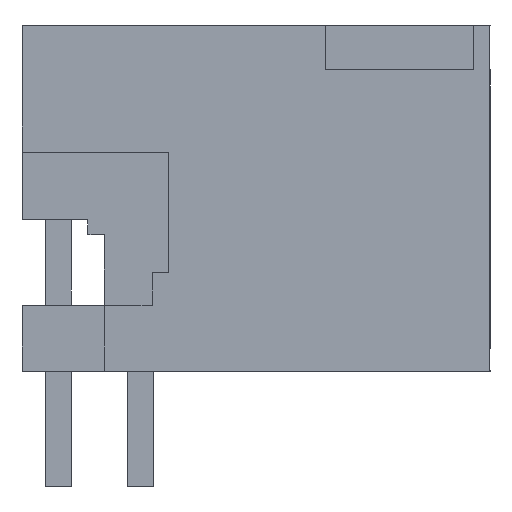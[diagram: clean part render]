
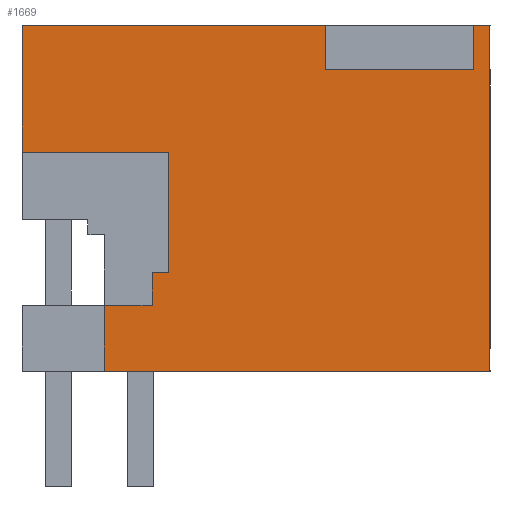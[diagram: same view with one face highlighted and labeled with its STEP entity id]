
A CAD part, left-side view. The second image highlights one B-rep face of the part: STEP entity #1669.
In plain terms, the highlighted planar face has unit normal (-1, 0, 0).
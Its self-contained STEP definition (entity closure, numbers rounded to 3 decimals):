
#1576=AXIS2_PLACEMENT_3D('Plane Axis2P3D',#1573,#1574,#1575) ;
#102=CARTESIAN_POINT('Vertex',(0.,11.7,5.5)) ;
#105=CARTESIAN_POINT('Line Origine',(0.,10.975,5.5)) ;
#109=CARTESIAN_POINT('Vertex',(0.,10.25,5.5)) ;
#1278=CARTESIAN_POINT('Vertex',(0.,0.,3.5)) ;
#1281=CARTESIAN_POINT('Line Origine',(0.,5.85,3.5)) ;
#1285=CARTESIAN_POINT('Vertex',(0.,11.7,3.5)) ;
#1542=CARTESIAN_POINT('Line Origine',(0.,11.7,4.5)) ;
#1573=CARTESIAN_POINT('Axis2P3D Location',(0.,14.2,0.)) ;
#1578=CARTESIAN_POINT('Line Origine',(0.,0.,8.75)) ;
#1582=CARTESIAN_POINT('Vertex',(0.,0.,14.)) ;
#1585=CARTESIAN_POINT('Line Origine',(0.,0.25,14.)) ;
#1589=CARTESIAN_POINT('Vertex',(0.,0.5,14.)) ;
#1592=CARTESIAN_POINT('Line Origine',(0.,0.5,13.325)) ;
#1596=CARTESIAN_POINT('Vertex',(0.,0.5,12.65)) ;
#1599=CARTESIAN_POINT('Line Origine',(0.,2.75,12.65)) ;
#1603=CARTESIAN_POINT('Vertex',(0.,5.,12.65)) ;
#1606=CARTESIAN_POINT('Line Origine',(0.,5.,13.325)) ;
#1610=CARTESIAN_POINT('Vertex',(0.,5.,14.)) ;
#1613=CARTESIAN_POINT('Line Origine',(0.,9.6,14.)) ;
#1617=CARTESIAN_POINT('Vertex',(0.,14.2,14.)) ;
#1620=CARTESIAN_POINT('Line Origine',(0.,14.2,12.075)) ;
#1624=CARTESIAN_POINT('Vertex',(0.,14.2,10.15)) ;
#1627=CARTESIAN_POINT('Line Origine',(0.,11.975,10.15)) ;
#1631=CARTESIAN_POINT('Vertex',(0.,9.75,10.15)) ;
#1634=CARTESIAN_POINT('Line Origine',(0.,9.75,8.325)) ;
#1638=CARTESIAN_POINT('Vertex',(0.,9.75,6.5)) ;
#1641=CARTESIAN_POINT('Line Origine',(0.,10.,6.5)) ;
#1645=CARTESIAN_POINT('Vertex',(0.,10.25,6.5)) ;
#1648=CARTESIAN_POINT('Line Origine',(0.,10.25,6.)) ;
#106=DIRECTION('Vector Direction',(0.,1.,0.)) ;
#1282=DIRECTION('Vector Direction',(0.,-1.,0.)) ;
#1543=DIRECTION('Vector Direction',(0.,0.,1.)) ;
#1574=DIRECTION('Axis2P3D Direction',(-1.,0.,0.)) ;
#1575=DIRECTION('Axis2P3D XDirection',(0.,-1.,0.)) ;
#1579=DIRECTION('Vector Direction',(0.,0.,1.)) ;
#1586=DIRECTION('Vector Direction',(0.,-1.,0.)) ;
#1593=DIRECTION('Vector Direction',(0.,0.,-1.)) ;
#1600=DIRECTION('Vector Direction',(0.,1.,0.)) ;
#1607=DIRECTION('Vector Direction',(0.,0.,-1.)) ;
#1614=DIRECTION('Vector Direction',(0.,-1.,0.)) ;
#1621=DIRECTION('Vector Direction',(0.,0.,1.)) ;
#1628=DIRECTION('Vector Direction',(0.,-1.,0.)) ;
#1635=DIRECTION('Vector Direction',(0.,0.,1.)) ;
#1642=DIRECTION('Vector Direction',(0.,-1.,0.)) ;
#1649=DIRECTION('Vector Direction',(0.,0.,1.)) ;
#107=VECTOR('Line Direction',#106,1.) ;
#1283=VECTOR('Line Direction',#1282,1.) ;
#1544=VECTOR('Line Direction',#1543,1.) ;
#1580=VECTOR('Line Direction',#1579,1.) ;
#1587=VECTOR('Line Direction',#1586,1.) ;
#1594=VECTOR('Line Direction',#1593,1.) ;
#1601=VECTOR('Line Direction',#1600,1.) ;
#1608=VECTOR('Line Direction',#1607,1.) ;
#1615=VECTOR('Line Direction',#1614,1.) ;
#1622=VECTOR('Line Direction',#1621,1.) ;
#1629=VECTOR('Line Direction',#1628,1.) ;
#1636=VECTOR('Line Direction',#1635,1.) ;
#1643=VECTOR('Line Direction',#1642,1.) ;
#1650=VECTOR('Line Direction',#1649,1.) ;
#1654=ORIENTED_EDGE('',*,*,#1287,.T.) ;
#1655=ORIENTED_EDGE('',*,*,#1584,.T.) ;
#1656=ORIENTED_EDGE('',*,*,#1591,.T.) ;
#1657=ORIENTED_EDGE('',*,*,#1598,.T.) ;
#1658=ORIENTED_EDGE('',*,*,#1605,.T.) ;
#1659=ORIENTED_EDGE('',*,*,#1612,.T.) ;
#1660=ORIENTED_EDGE('',*,*,#1619,.T.) ;
#1661=ORIENTED_EDGE('',*,*,#1626,.T.) ;
#1662=ORIENTED_EDGE('',*,*,#1633,.T.) ;
#1663=ORIENTED_EDGE('',*,*,#1640,.T.) ;
#1664=ORIENTED_EDGE('',*,*,#1647,.T.) ;
#1665=ORIENTED_EDGE('',*,*,#1652,.T.) ;
#1666=ORIENTED_EDGE('',*,*,#111,.T.) ;
#1667=ORIENTED_EDGE('',*,*,#1546,.T.) ;
#1669=ADVANCED_FACE('HOUSING',(#1668),#1577,.T.) ;
#111=EDGE_CURVE('',#110,#103,#108,.T.) ;
#1287=EDGE_CURVE('',#1286,#1279,#1284,.T.) ;
#1546=EDGE_CURVE('',#103,#1286,#1545,.F.) ;
#1584=EDGE_CURVE('',#1279,#1583,#1581,.T.) ;
#1591=EDGE_CURVE('',#1583,#1590,#1588,.F.) ;
#1598=EDGE_CURVE('',#1590,#1597,#1595,.T.) ;
#1605=EDGE_CURVE('',#1597,#1604,#1602,.T.) ;
#1612=EDGE_CURVE('',#1604,#1611,#1609,.F.) ;
#1619=EDGE_CURVE('',#1611,#1618,#1616,.F.) ;
#1626=EDGE_CURVE('',#1618,#1625,#1623,.F.) ;
#1633=EDGE_CURVE('',#1625,#1632,#1630,.T.) ;
#1640=EDGE_CURVE('',#1632,#1639,#1637,.F.) ;
#1647=EDGE_CURVE('',#1639,#1646,#1644,.F.) ;
#1652=EDGE_CURVE('',#1646,#110,#1651,.F.) ;
#1653=EDGE_LOOP('',(#1654,#1655,#1656,#1657,#1658,#1659,#1660,#1661,#1662,#1663,#1664,#1665,#1666,#1667)) ;
#1668=FACE_OUTER_BOUND('',#1653,.T.) ;
#108=LINE('Line',#105,#107) ;
#1284=LINE('Line',#1281,#1283) ;
#1545=LINE('Line',#1542,#1544) ;
#1581=LINE('Line',#1578,#1580) ;
#1588=LINE('Line',#1585,#1587) ;
#1595=LINE('Line',#1592,#1594) ;
#1602=LINE('Line',#1599,#1601) ;
#1609=LINE('Line',#1606,#1608) ;
#1616=LINE('Line',#1613,#1615) ;
#1623=LINE('Line',#1620,#1622) ;
#1630=LINE('Line',#1627,#1629) ;
#1637=LINE('Line',#1634,#1636) ;
#1644=LINE('Line',#1641,#1643) ;
#1651=LINE('Line',#1648,#1650) ;
#1577=PLANE('',#1576) ;
#103=VERTEX_POINT('',#102) ;
#110=VERTEX_POINT('',#109) ;
#1279=VERTEX_POINT('',#1278) ;
#1286=VERTEX_POINT('',#1285) ;
#1583=VERTEX_POINT('',#1582) ;
#1590=VERTEX_POINT('',#1589) ;
#1597=VERTEX_POINT('',#1596) ;
#1604=VERTEX_POINT('',#1603) ;
#1611=VERTEX_POINT('',#1610) ;
#1618=VERTEX_POINT('',#1617) ;
#1625=VERTEX_POINT('',#1624) ;
#1632=VERTEX_POINT('',#1631) ;
#1639=VERTEX_POINT('',#1638) ;
#1646=VERTEX_POINT('',#1645) ;
